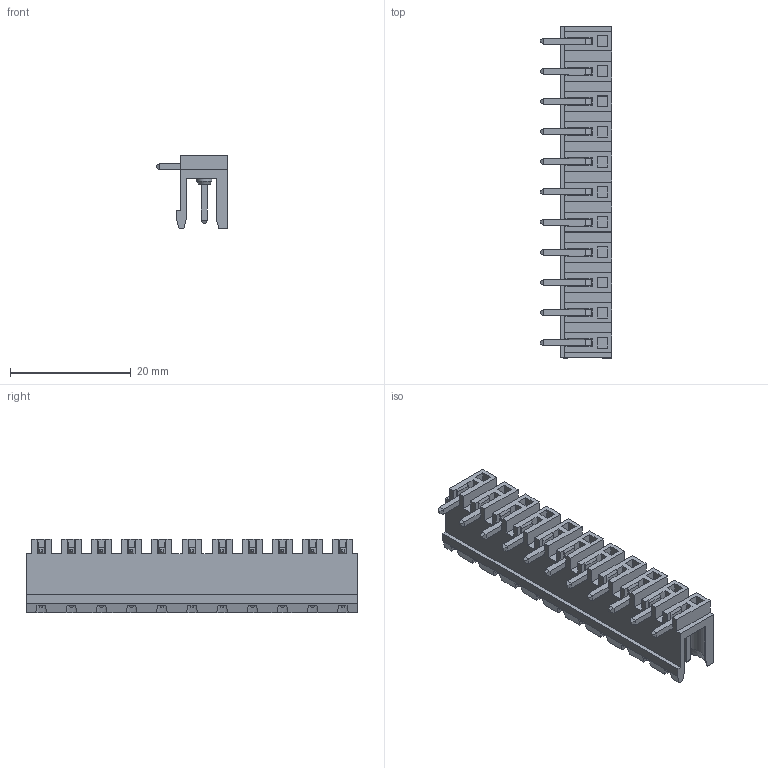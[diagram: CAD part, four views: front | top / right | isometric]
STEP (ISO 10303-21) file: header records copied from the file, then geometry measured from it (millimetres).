
FILE_DESCRIPTION( ( 'STEP AP214' ), '1' );
FILE_NAME( 'PV11-5-HR.stp', ' ', ( ' ' ), ( ' ' ), 'PSStep 14.0', 'VISI 19.0', ' ' );
FILE_SCHEMA( ( 'AUTOMOTIVE_DESIGN { 1 0 10303 214 1 1 1 1 }' ) );
Length unit declared in the file: millimetre
Products named in the file (1): 1
Bounding box: 11.9 x 55 x 12.2 mm (x, y, z)
Volume: 2325.4 mm3; surface area: 4506.8 mm2
Topology: 1 solids, 1 shells, 644 faces, 1607 edges, 998 vertices
Faces by surface type: plane 589, cylinder 33, cone 22
Full cylindrical faces by diameter (mm): 2.5 x11
Entity records: 23541 total; most frequent: CARTESIAN_POINT 3272, ORIENTED_EDGE 3148, DIRECTION 2930, EDGE_CURVE 1574, LINE 1464, VECTOR 1464, VERTEX_POINT 987, AXIS2_PLACEMENT_3D 733
